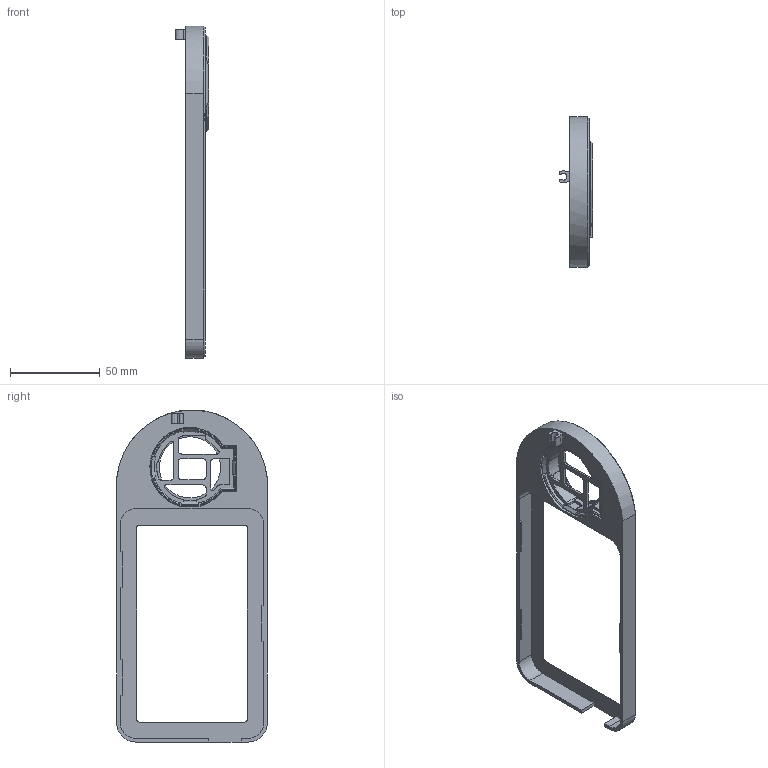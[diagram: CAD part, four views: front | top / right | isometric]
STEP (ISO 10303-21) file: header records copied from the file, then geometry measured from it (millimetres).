
FILE_DESCRIPTION (( 'STEP AP214' ), '1' );
FILE_NAME ('X1 KNOMI.STEP', '2025-02-21T11:07:52', ( 'Windows User' ), ( 'P R C' ), 'SwSTEP 2.0', 'SolidWorks 2025', '' );
FILE_SCHEMA (( 'AUTOMOTIVE_DESIGN' ));
Length unit declared in the file: millimetre
Products named in the file (4): 扣盖; X1 KNOMI; Screen Bezel; bigtreetech knomi  A21
Assembly tree (3 placements, depth 2):
  X1 KNOMI
    Screen Bezel
    bigtreetech knomi  A21
    扣盖
Bounding box: 18.63 x 83.6 x 184.56 mm (x, y, z)
Volume: 40280.9 mm3; surface area: 33009.6 mm2
Topology: 6 solids, 6 shells, 525 faces, 1419 edges, 920 vertices
Faces by surface type: plane 373, cylinder 74, cone 45, bspline 33
Entity records: 16889 total; most frequent: CARTESIAN_POINT 3695, ORIENTED_EDGE 2838, DIRECTION 2502, EDGE_CURVE 1419, LINE 1078, VECTOR 1078, VERTEX_POINT 920, AXIS2_PLACEMENT_3D 712
